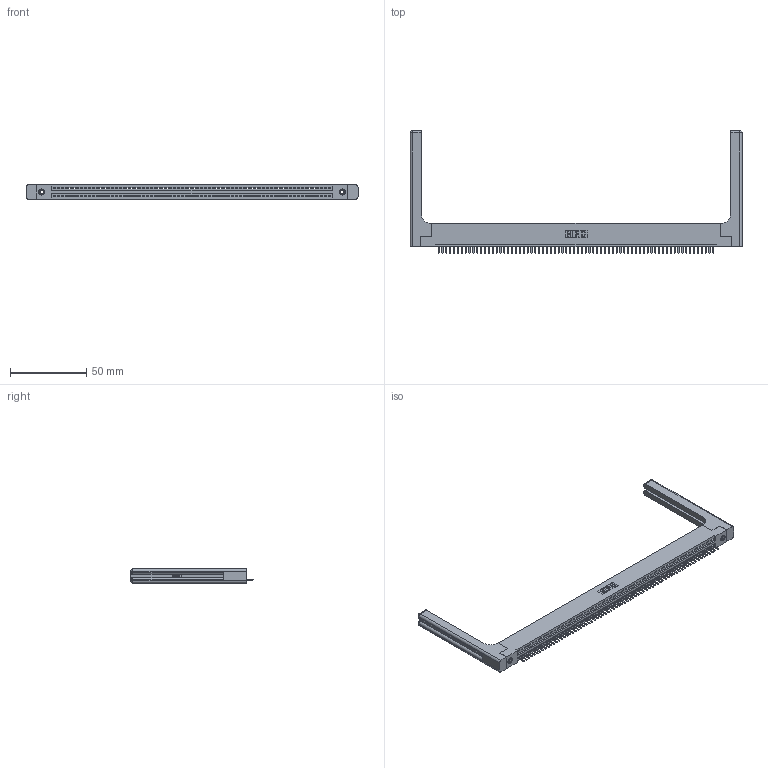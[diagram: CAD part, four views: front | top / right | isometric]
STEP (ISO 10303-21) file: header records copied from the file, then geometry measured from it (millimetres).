
FILE_DESCRIPTION (( 'STEP AP203' ), '1' );
FILE_NAME ('345-072-520-158.STEP', '2019-10-13T02:29:06', ( '' ), ( '' ), 'SwSTEP 2.0', 'SolidWorks 2016', '' );
FILE_SCHEMA (( 'CONFIG_CONTROL_DESIGN' ));
Length unit declared in the file: inch
Products named in the file (5): 345-072-520-158; 345-220-058_345-220-058; 345-292-001_345-293-120; 345-250-001_345-250-001-102; 345 Part_Flush Mounting Lugs - 0.156 Dia-TH
Assembly tree (77 placements, depth 2):
  345-072-520-158
    345 Part_Flush Mounting Lugs - 0.156 Dia-TH
    345-292-001_345-293-120  x72
    345-250-001_345-250-001-102  x2
    345-220-058_345-220-058  x2
Bounding box: 217.91 x 80.64 x 9.4 mm (x, y, z)
Volume: 29240.6 mm3; surface area: 32591.5 mm2
Topology: 77 solids, 77 shells, 4846 faces, 14255 edges, 9290 vertices
Faces by surface type: plane 3252, cylinder 1534, bspline 36, cone 12, sphere 8, torus 4
Entity records: 55446 total; most frequent: CARTESIAN_POINT 10585, ORIENTED_EDGE 9376, DIRECTION 8136, EDGE_CURVE 4688, LINE 4172, VECTOR 4172, VERTEX_POINT 3114, AXIS2_PLACEMENT_3D 1982
